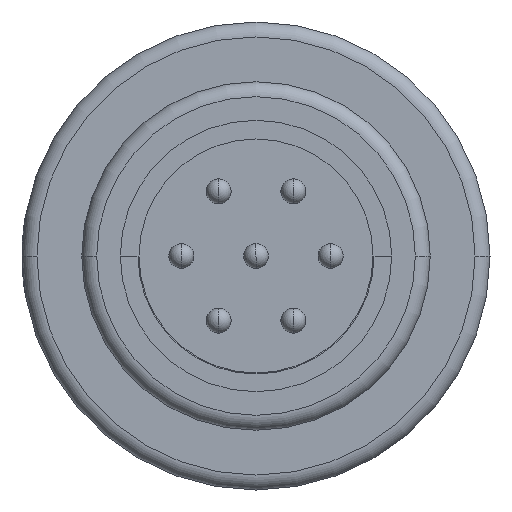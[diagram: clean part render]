
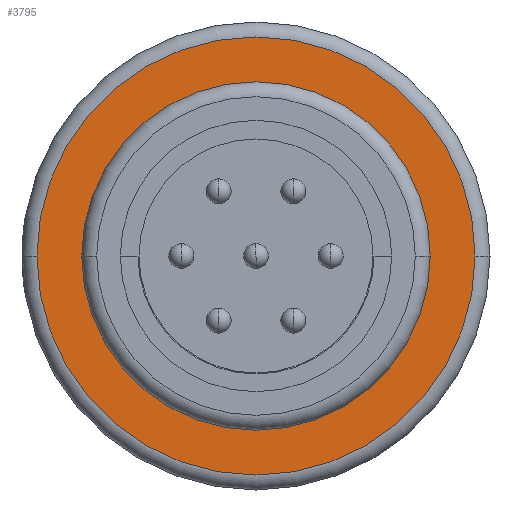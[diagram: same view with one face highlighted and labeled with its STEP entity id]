
A CAD part, left-side view. The second image highlights one B-rep face of the part: STEP entity #3795.
In plain terms, the highlighted planar face has unit normal (-1, 0, 0).
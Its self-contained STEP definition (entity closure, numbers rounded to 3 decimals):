
#231=CARTESIAN_POINT('',(-2.3,0.,0.));
#232=DIRECTION('',(-1.,0.,0.));
#233=DIRECTION('',(0.,1.,0.));
#234=AXIS2_PLACEMENT_3D('',#231,#232,#233);
#254=CARTESIAN_POINT('',(-2.3,0.,0.));
#255=DIRECTION('',(1.,0.,0.));
#256=DIRECTION('',(0.,1.,0.));
#257=AXIS2_PLACEMENT_3D('',#254,#255,#256);
#262=CARTESIAN_POINT('',(-2.3,0.,0.));
#263=DIRECTION('',(-1.,0.,0.));
#264=DIRECTION('',(0.,-1.,0.));
#265=AXIS2_PLACEMENT_3D('',#262,#263,#264);
#270=CARTESIAN_POINT('',(-2.3,0.,0.));
#271=DIRECTION('',(-1.,0.,0.));
#272=DIRECTION('',(0.,1.,0.));
#273=AXIS2_PLACEMENT_3D('',#270,#271,#272);
#3423=CARTESIAN_POINT('',(-2.3,3.5,0.));
#3424=CARTESIAN_POINT('',(-2.3,-3.5,0.));
#3425=VERTEX_POINT('',#3423);
#3426=VERTEX_POINT('',#3424);
#3535=CARTESIAN_POINT('',(-2.3,-4.4,0.));
#3536=CARTESIAN_POINT('',(-2.3,4.4,0.));
#3537=VERTEX_POINT('',#3535);
#3538=VERTEX_POINT('',#3536);
#3780=CARTESIAN_POINT('',(-2.3,0.,0.));
#3781=DIRECTION('',(1.,0.,0.));
#3782=DIRECTION('',(0.,-1.,0.));
#3783=AXIS2_PLACEMENT_3D('',#3780,#3781,#3782);
#3784=PLANE('',#3783);
#3786=ORIENTED_EDGE('',*,*,#3785,.F.);
#3788=ORIENTED_EDGE('',*,*,#3787,.F.);
#3789=EDGE_LOOP('',(#3786,#3788));
#3790=FACE_OUTER_BOUND('',#3789,.F.);
#3791=ORIENTED_EDGE('',*,*,#3774,.F.);
#3792=ORIENTED_EDGE('',*,*,#3760,.T.);
#3793=EDGE_LOOP('',(#3791,#3792));
#3794=FACE_BOUND('',#3793,.F.);
#235=CIRCLE('',#234,3.5);
#258=CIRCLE('',#257,3.5);
#266=CIRCLE('',#265,4.4);
#274=CIRCLE('',#273,4.4);
#3760=EDGE_CURVE('',#3425,#3426,#235,.T.);
#3774=EDGE_CURVE('',#3425,#3426,#258,.T.);
#3785=EDGE_CURVE('',#3537,#3538,#266,.T.);
#3787=EDGE_CURVE('',#3538,#3537,#274,.T.);
#3795=ADVANCED_FACE('',(#3790,#3794),#3784,.F.);
